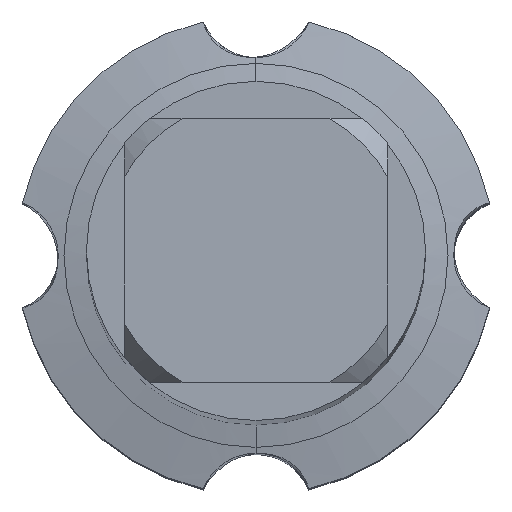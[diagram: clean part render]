
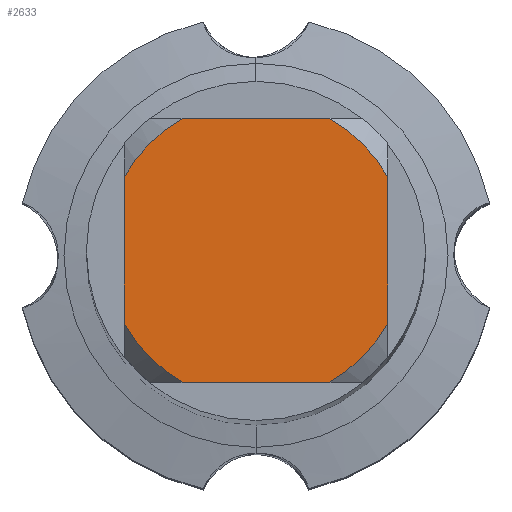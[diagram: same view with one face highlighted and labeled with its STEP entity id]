
A CAD part, top view. The second image highlights one B-rep face of the part: STEP entity #2633.
In plain terms, the highlighted planar face has unit normal (0, 0, 1).
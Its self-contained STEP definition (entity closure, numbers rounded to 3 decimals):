
#2475=EDGE_CURVE('',#2551,#3741,#6444,.T.);
#2551=VERTEX_POINT('',#6528);
#2575=VERTEX_POINT('',#6554);
#2623=EDGE_CURVE('',#5429,#3741,#6604,.T.);
#2633=ADVANCED_FACE('',(#6614),#6615,.T.);
#3151=EDGE_CURVE('',#5429,#2575,#7182,.T.);
#3381=VERTEX_POINT('',#7428);
#3383=EDGE_CURVE('',#5251,#2575,#7430,.T.);
#3569=VERTEX_POINT('',#7634);
#3741=VERTEX_POINT('',#7821);
#4205=VERTEX_POINT('',#8325);
#4287=EDGE_CURVE('',#3569,#3381,#8414,.T.);
#4523=EDGE_CURVE('',#5251,#4205,#8666,.T.);
#5203=EDGE_CURVE('',#3569,#4205,#9399,.T.);
#5251=VERTEX_POINT('',#9452);
#5429=VERTEX_POINT('',#9647);
#5637=EDGE_CURVE('',#2551,#3381,#9866,.T.);
#6444=LINE('',#12223,#12224);
#6528=CARTESIAN_POINT('',(-1.936,-3.5,0.0));
#6554=CARTESIAN_POINT('',(3.5,1.936,0.0));
#6604=CIRCLE('',#12696,4.0);
#6614=FACE_OUTER_BOUND('',#12746,.T.);
#6615=PLANE('',#12747);
#7182=LINE('',#14921,#14922);
#7428=CARTESIAN_POINT('',(-3.5,-1.936,0.0));
#7430=CIRCLE('',#15882,4.0);
#7634=CARTESIAN_POINT('',(-3.5,1.936,0.0));
#7821=CARTESIAN_POINT('',(1.936,-3.5,0.0));
#8325=CARTESIAN_POINT('',(-1.936,3.5,0.0));
#8414=LINE('',#19228,#19229);
#8666=LINE('',#20344,#20345);
#9399=CIRCLE('',#23224,4.0);
#9452=CARTESIAN_POINT('',(1.936,3.5,0.0));
#9647=CARTESIAN_POINT('',(3.5,-1.936,0.0));
#9866=CIRCLE('',#25232,4.0);
#12223=CARTESIAN_POINT('',(0.0,-3.5,0.0));
#12224=VECTOR('',#26824,1.0);
#12696=AXIS2_PLACEMENT_3D('',#26989,#26990,#26991);
#12746=EDGE_LOOP('',(#26994,#26995,#26996,#26997,#26998,#26999,#27000,#27001));
#12747=AXIS2_PLACEMENT_3D('',#27002,#27003,#27004);
#14921=CARTESIAN_POINT('',(3.5,1.0,0.0));
#14922=VECTOR('',#27576,1.0);
#15882=AXIS2_PLACEMENT_3D('',#27796,#27797,#27798);
#19228=CARTESIAN_POINT('',(-3.5,1.0,0.0));
#19229=VECTOR('',#29016,1.0);
#20344=CARTESIAN_POINT('',(0.0,3.5,0.0));
#20345=VECTOR('',#29374,1.0);
#23224=AXIS2_PLACEMENT_3D('',#30064,#30065,#30066);
#25232=AXIS2_PLACEMENT_3D('',#30597,#30598,#30599);
#26824=DIRECTION('',(1.0,0.0,0.0));
#26989=CARTESIAN_POINT('',(0.0,0.0,0.0));
#26990=DIRECTION('',(0.0,0.0,-1.0));
#26991=DIRECTION('',(0.0,1.0,0.0));
#26994=ORIENTED_EDGE('',*,*,#4287,.T.);
#26995=ORIENTED_EDGE('',*,*,#5637,.F.);
#26996=ORIENTED_EDGE('',*,*,#2475,.T.);
#26997=ORIENTED_EDGE('',*,*,#2623,.F.);
#26998=ORIENTED_EDGE('',*,*,#3151,.T.);
#26999=ORIENTED_EDGE('',*,*,#3383,.F.);
#27000=ORIENTED_EDGE('',*,*,#4523,.T.);
#27001=ORIENTED_EDGE('',*,*,#5203,.F.);
#27002=CARTESIAN_POINT('',(0.0,2.0,0.0));
#27003=DIRECTION('',(-0.0,0.0,1.0));
#27004=DIRECTION('',(0.0,-1.0,0.0));
#27576=DIRECTION('',(-0.0,1.0,0.0));
#27796=CARTESIAN_POINT('',(0.0,0.0,0.0));
#27797=DIRECTION('',(0.0,0.0,-1.0));
#27798=DIRECTION('',(0.0,1.0,0.0));
#29016=DIRECTION('',(-0.0,-1.0,0.0));
#29374=DIRECTION('',(-1.0,0.0,0.0));
#30064=CARTESIAN_POINT('',(0.0,0.0,0.0));
#30065=DIRECTION('',(0.0,0.0,-1.0));
#30066=DIRECTION('',(0.0,1.0,0.0));
#30597=CARTESIAN_POINT('',(0.0,0.0,0.0));
#30598=DIRECTION('',(0.0,0.0,-1.0));
#30599=DIRECTION('',(0.0,1.0,0.0));
